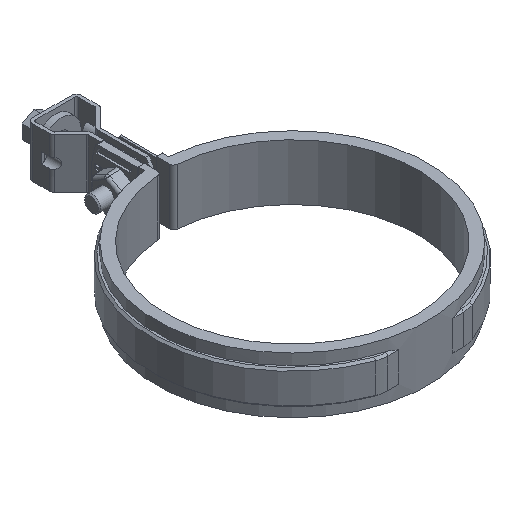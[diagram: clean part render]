
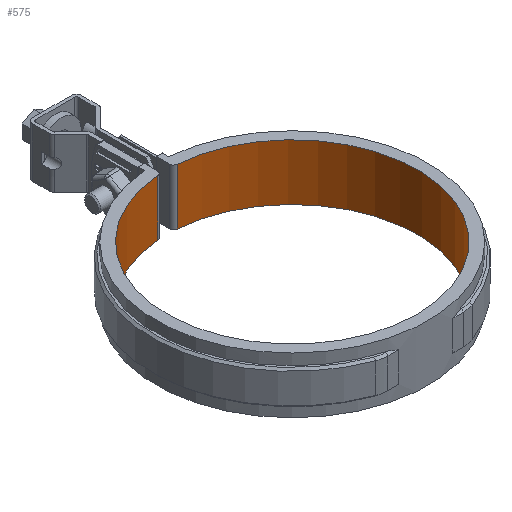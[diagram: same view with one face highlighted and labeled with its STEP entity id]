
A CAD part, isometric view. The second image highlights one B-rep face of the part: STEP entity #575.
In plain terms, the highlighted cylindrical face has radius 62.5 mm (diameter 125 mm), a partial arc.
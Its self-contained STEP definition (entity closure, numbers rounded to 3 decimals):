
#575 = ADVANCED_FACE( '', ( #1032 ), #1033, .F. );
#1032 = FACE_OUTER_BOUND( '', #2300, .T. );
#1033 = CYLINDRICAL_SURFACE( '', #2301, 62.5 );
#2300 = EDGE_LOOP( '', ( #4848, #4849, #4850, #4851 ) );
#2301 = AXIS2_PLACEMENT_3D( '', #4852, #4853, #4854 );
#4848 = ORIENTED_EDGE( '', *, *, #6949, .F. );
#4849 = ORIENTED_EDGE( '', *, *, #6970, .F. );
#4850 = ORIENTED_EDGE( '', *, *, #6945, .T. );
#4851 = ORIENTED_EDGE( '', *, *, #6971, .T. );
#4852 = CARTESIAN_POINT( '', ( 0., 0., -111.087 ) );
#4853 = DIRECTION( '', ( 0., 0., -1. ) );
#4854 = DIRECTION( '', ( -1., 0., 0. ) );
#6945 = EDGE_CURVE( '', #8075, #8073, #8076, .T. );
#6949 = EDGE_CURVE( '', #8080, #8082, #8083, .T. );
#6970 = EDGE_CURVE( '', #8075, #8080, #8110, .T. );
#6971 = EDGE_CURVE( '', #8073, #8082, #8111, .T. );
#8073 = VERTEX_POINT( '', #11715 );
#8075 = VERTEX_POINT( '', #11717 );
#8076 = CIRCLE( '', #11718, 62.5 );
#8080 = VERTEX_POINT( '', #11723 );
#8082 = VERTEX_POINT( '', #11725 );
#8083 = CIRCLE( '', #11726, 62.5 );
#8110 = LINE( '', #11766, #11767 );
#8111 = LINE( '', #11768, #11769 );
#11715 = CARTESIAN_POINT( '', ( -4.845, 62.312, -14. ) );
#11717 = CARTESIAN_POINT( '', ( 4.845, 62.312, -14. ) );
#11718 = AXIS2_PLACEMENT_3D( '', #13587, #13588, #13589 );
#11723 = CARTESIAN_POINT( '', ( 4.845, 62.312, 14. ) );
#11725 = CARTESIAN_POINT( '', ( -4.845, 62.312, 14. ) );
#11726 = AXIS2_PLACEMENT_3D( '', #13597, #13598, #13599 );
#11766 = CARTESIAN_POINT( '', ( 4.845, 62.312, -14. ) );
#11767 = VECTOR( '', #13634, 1000. );
#11768 = CARTESIAN_POINT( '', ( -4.845, 62.312, -14. ) );
#11769 = VECTOR( '', #13635, 1000. );
#13587 = CARTESIAN_POINT( '', ( 0., 0., -14. ) );
#13588 = DIRECTION( '', ( 0., 0., -1. ) );
#13589 = DIRECTION( '', ( 1., 0., 0. ) );
#13597 = CARTESIAN_POINT( '', ( 0., 0., 14. ) );
#13598 = DIRECTION( '', ( 0., 0., -1. ) );
#13599 = DIRECTION( '', ( 1., 0., 0. ) );
#13634 = DIRECTION( '', ( 0., 0., 1. ) );
#13635 = DIRECTION( '', ( 0., 0., 1. ) );
